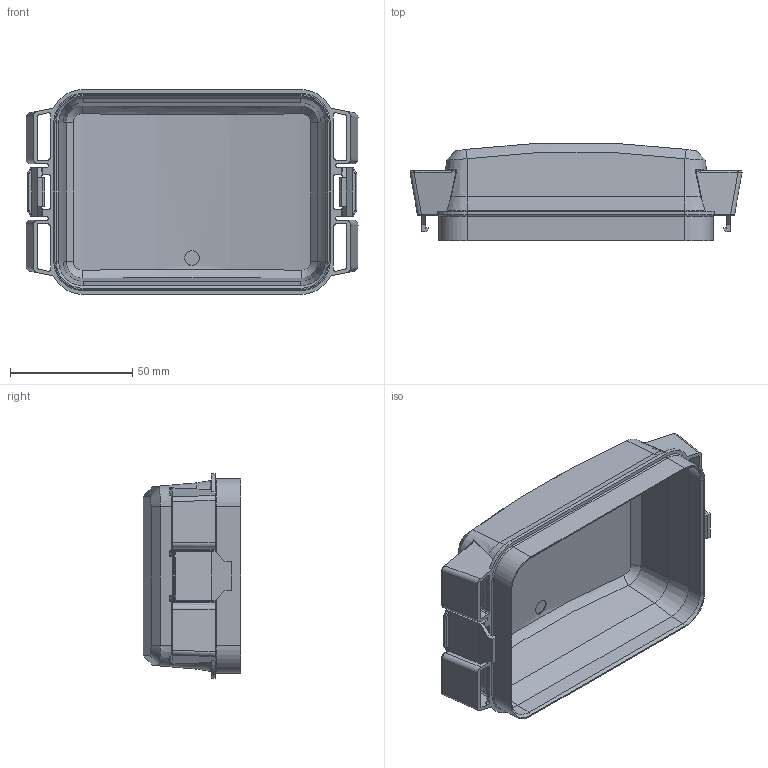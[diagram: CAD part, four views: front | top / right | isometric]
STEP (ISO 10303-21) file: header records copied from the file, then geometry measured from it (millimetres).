
FILE_DESCRIPTION((''),'2;1');
FILE_NAME('PDM-UCP_NCF_ASM','2018-05-09T13:25:09',('20077268'),(''),'CREO PARAMETRIC BY PTC INC, 2017110','CREO PARAMETRIC BY PTC INC, 2017110','');
FILE_SCHEMA(('CONFIG_CONTROL_DESIGN'));
Length unit declared in the file: millimetre
Products named in the file (2): C27-1021-0; PDM-UCP_NCF_ASM
Assembly tree (1 placements, depth 2):
  PDM-UCP_NCF_ASM
    C27-1021-0
Bounding box: 135.69 x 39.87 x 83.7 mm (x, y, z)
Volume: 37910.4 mm3; surface area: 50643.6 mm2
Topology: 1 solids, 1 shells, 485 faces, 1204 edges, 716 vertices
Faces by surface type: cylinder 186, plane 155, bspline 80, torus 28, cone 24, sphere 12
Entity records: 18557 total; most frequent: CARTESIAN_POINT 7662, ORIENTED_EDGE 2408, DIRECTION 2068, EDGE_CURVE 1204, AXIS2_PLACEMENT_3D 722, VERTEX_POINT 716, VECTOR 624, LINE 624
